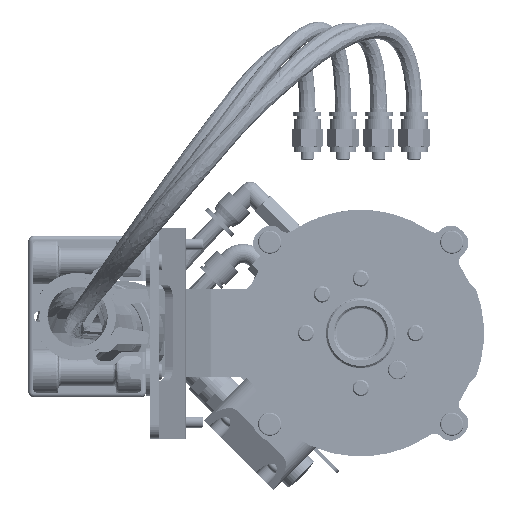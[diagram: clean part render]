
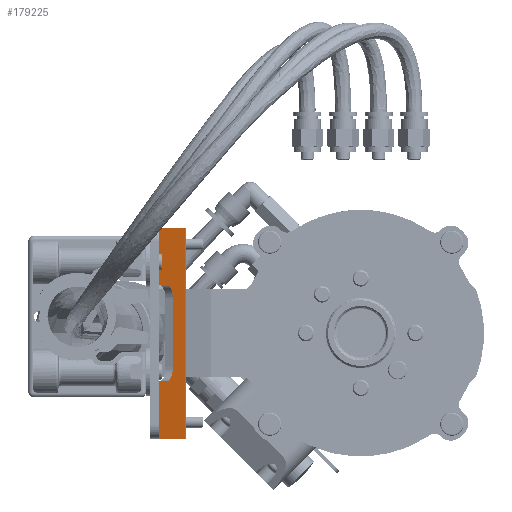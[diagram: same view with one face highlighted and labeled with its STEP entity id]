
A CAD part, left-side view. The second image highlights one B-rep face of the part: STEP entity #179225.
In plain terms, the highlighted planar face has unit normal (-0.423, -0.906, 0).
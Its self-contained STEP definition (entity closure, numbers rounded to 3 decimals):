
#985 = VERTEX_POINT ( 'NONE', #51953 ) ;
#3073 = VECTOR ( 'NONE', #24533, 1000. ) ;
#3568 = VERTEX_POINT ( 'NONE', #218509 ) ;
#8988 = CARTESIAN_POINT ( 'NONE',  ( 331.066, 68.588, 970.5 ) ) ;
#13350 = EDGE_CURVE ( 'NONE', #117658, #985, #57876, .T. ) ;
#16483 = CARTESIAN_POINT ( 'NONE',  ( 326.535, 70.701, 996.5 ) ) ;
#16490 = VERTEX_POINT ( 'NONE', #148922 ) ;
#17999 = VERTEX_POINT ( 'NONE', #177931 ) ;
#18877 = EDGE_CURVE ( 'NONE', #17999, #82515, #91015, .T. ) ;
#20237 = FACE_OUTER_BOUND ( 'NONE', #209948, .T. ) ;
#23443 = LINE ( 'NONE', #159291, #3073 ) ;
#24533 = DIRECTION ( 'NONE',  ( 0., 0., 1. ) ) ;
#25801 = CIRCLE ( 'NONE', #104013, 5. ) ;
#32057 = DIRECTION ( 'NONE',  ( 0.906, -0.423, 0. ) ) ;
#32463 = EDGE_CURVE ( 'NONE', #985, #178685, #168538, .T. ) ;
#33185 = CARTESIAN_POINT ( 'NONE',  ( 340.732, 64.081, 1026.5 ) ) ;
#46765 = VECTOR ( 'NONE', #155145, 1000. ) ;
#47696 = LINE ( 'NONE', #33185, #146992 ) ;
#49898 = VECTOR ( 'NONE', #214929, 1000. ) ;
#51187 = LINE ( 'NONE', #153615, #182563 ) ;
#51953 = CARTESIAN_POINT ( 'NONE',  ( 320.493, 73.519, 970.5 ) ) ;
#57876 = LINE ( 'NONE', #90213, #132452 ) ;
#63469 = LINE ( 'NONE', #8988, #49898 ) ;
#65494 = DIRECTION ( 'NONE',  ( 0.906, -0.423, 0. ) ) ;
#68146 = DIRECTION ( 'NONE',  ( 0.423, 0.906, 0. ) ) ;
#68616 = CARTESIAN_POINT ( 'NONE',  ( 340.732, 64.081, 1047.5 ) ) ;
#69722 = LINE ( 'NONE', #68616, #140749 ) ;
#76027 = VERTEX_POINT ( 'NONE', #118032 ) ;
#78799 = ORIENTED_EDGE ( 'NONE', *, *, #13350, .F. ) ;
#82418 = CARTESIAN_POINT ( 'NONE',  ( 340.129, 64.362, 970.5 ) ) ;
#82515 = VERTEX_POINT ( 'NONE', #121804 ) ;
#85050 = CARTESIAN_POINT ( 'NONE',  ( 320.493, 73.519, 970.5 ) ) ;
#86302 = EDGE_CURVE ( 'NONE', #76027, #178685, #93372, .T. ) ;
#87922 = EDGE_CURVE ( 'NONE', #91775, #17999, #47696, .T. ) ;
#88740 = ORIENTED_EDGE ( 'NONE', *, *, #32463, .F. ) ;
#90213 = CARTESIAN_POINT ( 'NONE',  ( 340.732, 64.081, 970.5 ) ) ;
#91015 = CIRCLE ( 'NONE', #123068, 5. ) ;
#91617 = EDGE_CURVE ( 'NONE', #117658, #159830, #51187, .T. ) ;
#91775 = VERTEX_POINT ( 'NONE', #121244 ) ;
#93372 = LINE ( 'NONE', #160199, #157496 ) ;
#94723 = ORIENTED_EDGE ( 'NONE', *, *, #91617, .T. ) ;
#96074 = EDGE_CURVE ( 'NONE', #159830, #16490, #69722, .T. ) ;
#102073 = ORIENTED_EDGE ( 'NONE', *, *, #121756, .T. ) ;
#103114 = DIRECTION ( 'NONE',  ( -0.906, 0.423, 0. ) ) ;
#104013 = AXIS2_PLACEMENT_3D ( 'NONE', #16483, #172295, #32057 ) ;
#113051 = DIRECTION ( 'NONE',  ( 0.423, 0.906, 0. ) ) ;
#114436 = EDGE_CURVE ( 'NONE', #91775, #16490, #23443, .T. ) ;
#117658 = VERTEX_POINT ( 'NONE', #82418 ) ;
#118032 = CARTESIAN_POINT ( 'NONE',  ( 326.535, 70.701, 991.5 ) ) ;
#119381 = ORIENTED_EDGE ( 'NONE', *, *, #96074, .T. ) ;
#121244 = CARTESIAN_POINT ( 'NONE',  ( 320.493, 73.519, 1026.5 ) ) ;
#121440 = CARTESIAN_POINT ( 'NONE',  ( 320.493, 73.519, 991.5 ) ) ;
#121756 = EDGE_CURVE ( 'NONE', #82515, #3568, #63469, .T. ) ;
#121804 = CARTESIAN_POINT ( 'NONE',  ( 331.066, 68.588, 1021.5 ) ) ;
#123068 = AXIS2_PLACEMENT_3D ( 'NONE', #197669, #113051, #215495 ) ;
#132452 = VECTOR ( 'NONE', #193716, 1000. ) ;
#136865 = ORIENTED_EDGE ( 'NONE', *, *, #18877, .T. ) ;
#140749 = VECTOR ( 'NONE', #103114, 1000. ) ;
#146992 = VECTOR ( 'NONE', #65494, 1000. ) ;
#148922 = CARTESIAN_POINT ( 'NONE',  ( 320.493, 73.519, 1047.5 ) ) ;
#153615 = CARTESIAN_POINT ( 'NONE',  ( 340.129, 64.362, 970.5 ) ) ;
#155145 = DIRECTION ( 'NONE',  ( 0., 0., 1. ) ) ;
#156082 = DIRECTION ( 'NONE',  ( 0.906, -0.423, 0. ) ) ;
#157496 = VECTOR ( 'NONE', #211402, 1000. ) ;
#158346 = ORIENTED_EDGE ( 'NONE', *, *, #114436, .F. ) ;
#158409 = EDGE_CURVE ( 'NONE', #3568, #76027, #25801, .T. ) ;
#159291 = CARTESIAN_POINT ( 'NONE',  ( 320.493, 73.519, 970.5 ) ) ;
#159830 = VERTEX_POINT ( 'NONE', #209252 ) ;
#160199 = CARTESIAN_POINT ( 'NONE',  ( 340.732, 64.081, 991.5 ) ) ;
#168538 = LINE ( 'NONE', #85050, #46765 ) ;
#172295 = DIRECTION ( 'NONE',  ( 0.423, 0.906, 0. ) ) ;
#172771 = PLANE ( 'NONE',  #213834 ) ;
#177931 = CARTESIAN_POINT ( 'NONE',  ( 326.535, 70.701, 1026.5 ) ) ;
#178685 = VERTEX_POINT ( 'NONE', #121440 ) ;
#179225 = ADVANCED_FACE ( 'NONE', ( #20237 ), #172771, .F. ) ;
#182563 = VECTOR ( 'NONE', #185903, 1000. ) ;
#185903 = DIRECTION ( 'NONE',  ( 0., 0., 1. ) ) ;
#187942 = ORIENTED_EDGE ( 'NONE', *, *, #86302, .T. ) ;
#191981 = ORIENTED_EDGE ( 'NONE', *, *, #87922, .T. ) ;
#193716 = DIRECTION ( 'NONE',  ( -0.906, 0.423, 0. ) ) ;
#197669 = CARTESIAN_POINT ( 'NONE',  ( 326.535, 70.701, 1021.5 ) ) ;
#205083 = CARTESIAN_POINT ( 'NONE',  ( 340.732, 64.081, 970.5 ) ) ;
#209252 = CARTESIAN_POINT ( 'NONE',  ( 340.129, 64.362, 1047.5 ) ) ;
#209948 = EDGE_LOOP ( 'NONE', ( #191981, #136865, #102073, #216292, #187942, #88740, #78799, #94723, #119381, #158346 ) ) ;
#211402 = DIRECTION ( 'NONE',  ( -0.906, 0.423, 0. ) ) ;
#213834 = AXIS2_PLACEMENT_3D ( 'NONE', #205083, #68146, #156082 ) ;
#214929 = DIRECTION ( 'NONE',  ( 0., 0., -1. ) ) ;
#215495 = DIRECTION ( 'NONE',  ( 0.906, -0.423, 0. ) ) ;
#216292 = ORIENTED_EDGE ( 'NONE', *, *, #158409, .T. ) ;
#218509 = CARTESIAN_POINT ( 'NONE',  ( 331.066, 68.588, 996.5 ) ) ;
